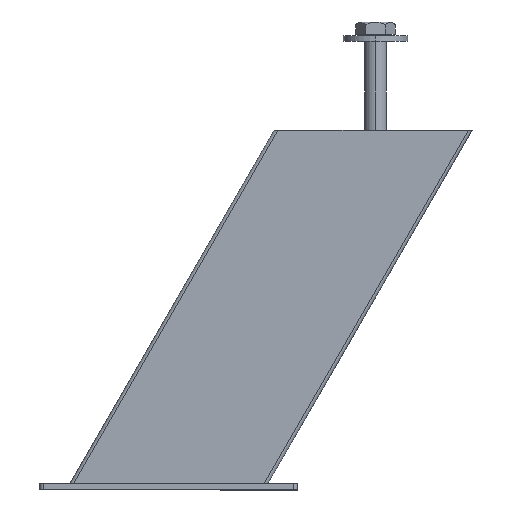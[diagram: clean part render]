
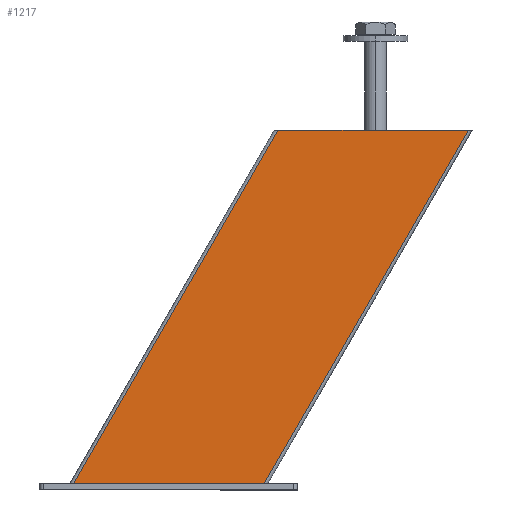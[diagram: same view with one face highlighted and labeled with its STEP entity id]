
A CAD part, left-side view. The second image highlights one B-rep face of the part: STEP entity #1217.
In plain terms, the highlighted planar face has unit normal (-1, 0, 0).
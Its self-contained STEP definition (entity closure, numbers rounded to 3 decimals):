
#1217=ADVANCED_FACE('',(#2535),#2536,.T.);
#2535=FACE_OUTER_BOUND('',#3789,.T.);
#2536=PLANE('',#3790);
#3789=EDGE_LOOP('',(#5283,#5284,#5285,#5286));
#3790=AXIS2_PLACEMENT_3D('',#5287,#5288,#5289);
#5283=ORIENTED_EDGE('',*,*,#8573,.T.);
#5284=ORIENTED_EDGE('',*,*,#8574,.T.);
#5285=ORIENTED_EDGE('',*,*,#8575,.T.);
#5286=ORIENTED_EDGE('',*,*,#8576,.F.);
#5287=CARTESIAN_POINT('',(-39.85,276.127,-398.62));
#5288=DIRECTION('',(-1.0,0.,0.));
#5289=DIRECTION('',(0.,0.866,0.5));
#8573=EDGE_CURVE('',#10134,#10135,#10136,.T.);
#8574=EDGE_CURVE('',#10135,#10137,#10138,.T.);
#8575=EDGE_CURVE('',#10137,#10139,#10140,.F.);
#8576=EDGE_CURVE('',#10134,#10139,#10141,.T.);
#10134=VERTEX_POINT('',#11664);
#10135=VERTEX_POINT('',#11665);
#10136=LINE('',#11666,#11667);
#10137=VERTEX_POINT('',#11668);
#10138=LINE('',#11669,#11670);
#10139=VERTEX_POINT('',#11671);
#10140=LINE('',#11672,#11673);
#10141=LINE('',#11674,#11675);
#11664=CARTESIAN_POINT('',(-39.85,-43.506,-2.));
#11665=CARTESIAN_POINT('',(-39.85,-139.923,165.0));
#11666=CARTESIAN_POINT('',(-39.85,208.144,-437.87));
#11667=VECTOR('',#13517,1000.0);
#11668=CARTESIAN_POINT('',(-39.85,-51.011,165.0));
#11669=CARTESIAN_POINT('',(-39.85,-141.655,165.0));
#11670=VECTOR('',#13518,1000.0);
#11671=CARTESIAN_POINT('',(-39.85,45.406,-2.));
#11672=CARTESIAN_POINT('',(-39.85,274.828,-399.37));
#11673=VECTOR('',#13519,1000.0);
#11674=CARTESIAN_POINT('',(-39.85,-45.238,-2.));
#11675=VECTOR('',#13520,1000.0);
#13517=DIRECTION('',(0.,-0.5,0.866));
#13518=DIRECTION('',(0.,1.0,0.));
#13519=DIRECTION('',(0.,-0.5,0.866));
#13520=DIRECTION('',(0.,1.0,0.));
